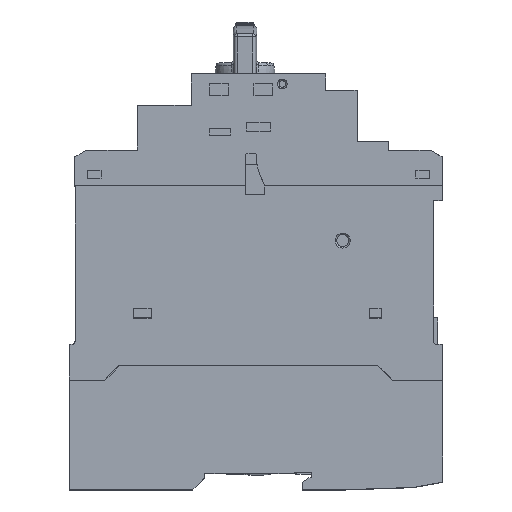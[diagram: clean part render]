
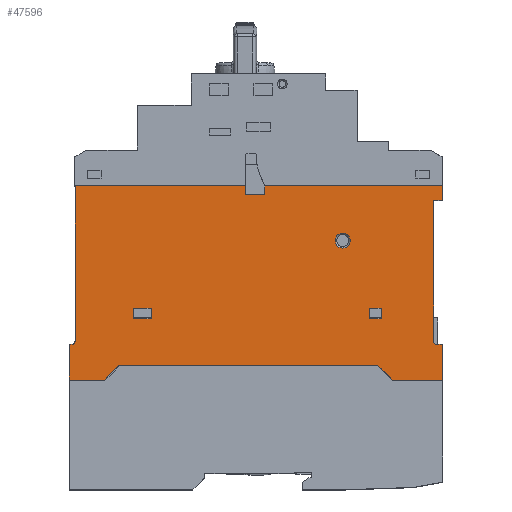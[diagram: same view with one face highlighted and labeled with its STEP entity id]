
A CAD part, top view. The second image highlights one B-rep face of the part: STEP entity #47596.
In plain terms, the highlighted planar face has unit normal (0, 0, -1).
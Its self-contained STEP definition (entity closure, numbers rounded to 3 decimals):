
#35260=CARTESIAN_POINT('',(67.694,15.173,27.));
#35261=DIRECTION('',(0.,0.,1.));
#35262=DIRECTION('',(-1.,0.,0.));
#35263=AXIS2_PLACEMENT_3D('',#35260,#35261,#35262);
#35268=DIRECTION('',(0.,-1.,0.));
#35269=VECTOR('',#35268,47.2);
#35270=CARTESIAN_POINT('',(66.694,62.373,27.));
#35271=LINE('',#35270,#35269);
#35275=DIRECTION('',(1.,0.,0.));
#35276=VECTOR('',#35275,3.);
#35277=CARTESIAN_POINT('',(66.694,62.373,27.));
#35278=LINE('',#35277,#35276);
#35282=DIRECTION('',(0.,1.,0.));
#35283=VECTOR('',#35282,4.8);
#35284=CARTESIAN_POINT('',(69.694,62.373,27.));
#35285=LINE('',#35284,#35283);
#35289=DIRECTION('',(-1.,0.,0.));
#35290=VECTOR('',#35289,59.5);
#35291=CARTESIAN_POINT('',(69.694,67.173,27.));
#35292=LINE('',#35291,#35290);
#35296=DIRECTION('',(0.,-1.,0.));
#35297=VECTOR('',#35296,3.);
#35298=CARTESIAN_POINT('',(10.194,67.173,27.));
#35299=LINE('',#35298,#35297);
#35303=DIRECTION('',(-1.,0.,0.));
#35304=VECTOR('',#35303,6.5);
#35305=CARTESIAN_POINT('',(10.194,64.173,27.));
#35306=LINE('',#35305,#35304);
#35310=DIRECTION('',(0.,1.,0.));
#35311=VECTOR('',#35310,3.);
#35312=CARTESIAN_POINT('',(3.694,64.173,27.));
#35313=LINE('',#35312,#35311);
#35317=DIRECTION('',(-1.,0.,0.));
#35318=VECTOR('',#35317,57.);
#35319=CARTESIAN_POINT('',(3.694,67.173,27.));
#35320=LINE('',#35319,#35318);
#35324=DIRECTION('',(0.,1.,0.));
#35325=VECTOR('',#35324,52.);
#35326=CARTESIAN_POINT('',(-53.306,15.173,27.));
#35327=LINE('',#35326,#35325);
#35331=CARTESIAN_POINT('',(-54.306,15.173,27.));
#35332=DIRECTION('',(0.,0.,1.));
#35333=DIRECTION('',(0.,-1.,0.));
#35334=AXIS2_PLACEMENT_3D('',#35331,#35332,#35333);
#35339=DIRECTION('',(1.,0.,0.));
#35340=VECTOR('',#35339,1.);
#35341=CARTESIAN_POINT('',(-55.306,14.173,27.));
#35342=LINE('',#35341,#35340);
#35346=DIRECTION('',(0.,-1.,0.));
#35347=VECTOR('',#35346,12.);
#35348=CARTESIAN_POINT('',(-55.306,14.173,27.));
#35349=LINE('',#35348,#35347);
#35353=DIRECTION('',(1.,0.,0.));
#35354=VECTOR('',#35353,11.7);
#35355=CARTESIAN_POINT('',(-55.306,2.173,27.));
#35356=LINE('',#35355,#35354);
#35360=DIRECTION('',(-0.707,-0.707,0.));
#35361=VECTOR('',#35360,7.071);
#35362=CARTESIAN_POINT('',(-38.606,7.173,27.));
#35363=LINE('',#35362,#35361);
#35367=DIRECTION('',(1.,0.,0.));
#35368=VECTOR('',#35367,86.6);
#35369=CARTESIAN_POINT('',(-38.606,7.173,27.));
#35370=LINE('',#35369,#35368);
#35374=DIRECTION('',(-0.707,0.707,0.));
#35375=VECTOR('',#35374,7.071);
#35376=CARTESIAN_POINT('',(52.994,2.173,27.));
#35377=LINE('',#35376,#35375);
#35381=DIRECTION('',(1.,0.,0.));
#35382=VECTOR('',#35381,16.7);
#35383=CARTESIAN_POINT('',(52.994,2.173,27.));
#35384=LINE('',#35383,#35382);
#35388=DIRECTION('',(0.,1.,0.));
#35389=VECTOR('',#35388,12.);
#35390=CARTESIAN_POINT('',(69.694,2.173,27.));
#35391=LINE('',#35390,#35389);
#35395=DIRECTION('',(1.,0.,0.));
#35396=VECTOR('',#35395,2.);
#35397=CARTESIAN_POINT('',(67.694,14.173,27.));
#35398=LINE('',#35397,#35396);
#35402=CARTESIAN_POINT('',(36.294,48.873,27.));
#35403=DIRECTION('',(0.,0.,1.));
#35404=DIRECTION('',(1.,0.,0.));
#35405=AXIS2_PLACEMENT_3D('',#35402,#35403,#35404);
#35410=CARTESIAN_POINT('',(36.294,48.873,27.));
#35411=DIRECTION('',(0.,0.,1.));
#35412=DIRECTION('',(-1.,0.,0.));
#35413=AXIS2_PLACEMENT_3D('',#35410,#35411,#35412);
#35418=DIRECTION('',(0.,-1.,0.));
#35419=VECTOR('',#35418,3.5);
#35420=CARTESIAN_POINT('',(49.194,26.173,27.));
#35421=LINE('',#35420,#35419);
#35425=DIRECTION('',(-1.,0.,0.));
#35426=VECTOR('',#35425,4.);
#35427=CARTESIAN_POINT('',(49.194,22.673,27.));
#35428=LINE('',#35427,#35426);
#35432=DIRECTION('',(0.,1.,0.));
#35433=VECTOR('',#35432,3.5);
#35434=CARTESIAN_POINT('',(45.194,22.673,27.));
#35435=LINE('',#35434,#35433);
#35439=DIRECTION('',(1.,0.,0.));
#35440=VECTOR('',#35439,4.);
#35441=CARTESIAN_POINT('',(45.194,26.173,27.));
#35442=LINE('',#35441,#35440);
#41899=DIRECTION('',(1.,0.,0.));
#41900=VECTOR('',#41899,6.);
#41901=CARTESIAN_POINT('',(-33.806,22.673,27.));
#41902=LINE('',#41901,#41900);
#41906=DIRECTION('',(0.,1.,0.));
#41907=VECTOR('',#41906,3.5);
#41908=CARTESIAN_POINT('',(-27.806,22.673,27.));
#41909=LINE('',#41908,#41907);
#41920=DIRECTION('',(-1.,0.,0.));
#41921=VECTOR('',#41920,6.);
#41922=CARTESIAN_POINT('',(-27.806,26.173,27.));
#41923=LINE('',#41922,#41921);
#41941=DIRECTION('',(0.,-1.,0.));
#41942=VECTOR('',#41941,3.5);
#41943=CARTESIAN_POINT('',(-33.806,26.173,27.));
#41944=LINE('',#41943,#41942);
#44160=CARTESIAN_POINT('',(38.794,48.873,27.));
#44162=VERTEX_POINT('',#44160);
#44165=CARTESIAN_POINT('',(33.794,48.873,27.));
#44166=VERTEX_POINT('',#44165);
#45285=CARTESIAN_POINT('',(52.994,2.173,27.));
#45286=CARTESIAN_POINT('',(47.994,7.173,27.));
#45287=VERTEX_POINT('',#45285);
#45288=VERTEX_POINT('',#45286);
#45293=CARTESIAN_POINT('',(-38.606,7.173,27.));
#45294=VERTEX_POINT('',#45293);
#45297=CARTESIAN_POINT('',(-43.606,2.173,27.));
#45298=VERTEX_POINT('',#45297);
#45329=CARTESIAN_POINT('',(-53.306,15.173,27.));
#45330=CARTESIAN_POINT('',(-53.306,67.173,27.));
#45331=VERTEX_POINT('',#45329);
#45332=VERTEX_POINT('',#45330);
#45337=CARTESIAN_POINT('',(3.694,64.173,27.));
#45338=VERTEX_POINT('',#45337);
#45339=CARTESIAN_POINT('',(3.694,67.173,27.));
#45340=VERTEX_POINT('',#45339);
#45341=CARTESIAN_POINT('',(10.194,64.173,27.));
#45342=VERTEX_POINT('',#45341);
#45343=CARTESIAN_POINT('',(10.194,67.173,27.));
#45344=VERTEX_POINT('',#45343);
#45347=CARTESIAN_POINT('',(69.694,67.173,27.));
#45348=VERTEX_POINT('',#45347);
#45351=CARTESIAN_POINT('',(69.694,62.373,27.));
#45352=VERTEX_POINT('',#45351);
#45353=CARTESIAN_POINT('',(69.694,2.173,27.));
#45354=VERTEX_POINT('',#45353);
#45421=CARTESIAN_POINT('',(-55.306,2.173,27.));
#45422=VERTEX_POINT('',#45421);
#45595=CARTESIAN_POINT('',(66.694,62.373,27.));
#45596=CARTESIAN_POINT('',(66.694,15.173,27.));
#45597=VERTEX_POINT('',#45595);
#45598=VERTEX_POINT('',#45596);
#45650=CARTESIAN_POINT('',(-54.306,14.173,27.));
#45651=VERTEX_POINT('',#45650);
#45678=CARTESIAN_POINT('',(45.194,26.173,27.));
#45679=CARTESIAN_POINT('',(49.194,26.173,27.));
#45680=VERTEX_POINT('',#45678);
#45681=VERTEX_POINT('',#45679);
#45687=CARTESIAN_POINT('',(49.194,22.673,27.));
#45689=VERTEX_POINT('',#45687);
#45692=CARTESIAN_POINT('',(45.194,22.673,27.));
#45693=VERTEX_POINT('',#45692);
#45700=CARTESIAN_POINT('',(67.694,14.173,27.));
#45701=VERTEX_POINT('',#45700);
#45724=CARTESIAN_POINT('',(69.694,14.173,27.));
#45725=VERTEX_POINT('',#45724);
#45762=CARTESIAN_POINT('',(-55.306,14.173,27.));
#45763=VERTEX_POINT('',#45762);
#45804=CARTESIAN_POINT('',(-33.806,22.673,27.));
#45805=CARTESIAN_POINT('',(-27.806,22.673,27.));
#45806=VERTEX_POINT('',#45804);
#45807=VERTEX_POINT('',#45805);
#45808=CARTESIAN_POINT('',(-33.806,26.173,27.));
#45809=VERTEX_POINT('',#45808);
#45810=CARTESIAN_POINT('',(-27.806,26.173,27.));
#45811=VERTEX_POINT('',#45810);
#47526=CARTESIAN_POINT('',(7.194,34.673,27.));
#47527=DIRECTION('',(0.,0.,1.));
#47528=DIRECTION('',(-1.,0.,0.));
#47529=AXIS2_PLACEMENT_3D('',#47526,#47527,#47528);
#47530=PLANE('',#47529);
#47532=ORIENTED_EDGE('',*,*,#47531,.F.);
#47533=ORIENTED_EDGE('',*,*,#47499,.F.);
#47534=ORIENTED_EDGE('',*,*,#46758,.T.);
#47536=ORIENTED_EDGE('',*,*,#47535,.T.);
#47538=ORIENTED_EDGE('',*,*,#47537,.T.);
#47540=ORIENTED_EDGE('',*,*,#47539,.T.);
#47542=ORIENTED_EDGE('',*,*,#47541,.T.);
#47544=ORIENTED_EDGE('',*,*,#47543,.T.);
#47546=ORIENTED_EDGE('',*,*,#47545,.T.);
#47548=ORIENTED_EDGE('',*,*,#47547,.F.);
#47550=ORIENTED_EDGE('',*,*,#47549,.F.);
#47552=ORIENTED_EDGE('',*,*,#47551,.F.);
#47554=ORIENTED_EDGE('',*,*,#47553,.T.);
#47556=ORIENTED_EDGE('',*,*,#47555,.T.);
#47558=ORIENTED_EDGE('',*,*,#47557,.F.);
#47560=ORIENTED_EDGE('',*,*,#47559,.T.);
#47562=ORIENTED_EDGE('',*,*,#47561,.F.);
#47564=ORIENTED_EDGE('',*,*,#47563,.T.);
#47566=ORIENTED_EDGE('',*,*,#47565,.T.);
#47567=ORIENTED_EDGE('',*,*,#47012,.F.);
#47568=EDGE_LOOP('',(#47532,#47533,#47534,#47536,#47538,#47540,#47542,#47544,
#47546,#47548,#47550,#47552,#47554,#47556,#47558,#47560,#47562,#47564,#47566,
#47567));
#47569=FACE_OUTER_BOUND('',#47568,.F.);
#47571=ORIENTED_EDGE('',*,*,#47570,.F.);
#47573=ORIENTED_EDGE('',*,*,#47572,.F.);
#47574=EDGE_LOOP('',(#47571,#47573));
#47575=FACE_BOUND('',#47574,.F.);
#47577=ORIENTED_EDGE('',*,*,#47576,.T.);
#47579=ORIENTED_EDGE('',*,*,#47578,.T.);
#47581=ORIENTED_EDGE('',*,*,#47580,.T.);
#47583=ORIENTED_EDGE('',*,*,#47582,.T.);
#47584=EDGE_LOOP('',(#47577,#47579,#47581,#47583));
#47585=FACE_BOUND('',#47584,.F.);
#47587=ORIENTED_EDGE('',*,*,#47586,.F.);
#47589=ORIENTED_EDGE('',*,*,#47588,.F.);
#47591=ORIENTED_EDGE('',*,*,#47590,.F.);
#47593=ORIENTED_EDGE('',*,*,#47592,.F.);
#47594=EDGE_LOOP('',(#47587,#47589,#47591,#47593));
#47595=FACE_BOUND('',#47594,.F.);
#35264=CIRCLE('',#35263,1.);
#35335=CIRCLE('',#35334,1.);
#35406=CIRCLE('',#35405,2.5);
#35414=CIRCLE('',#35413,2.5);
#46758=EDGE_CURVE('',#45597,#45352,#35278,.T.);
#47012=EDGE_CURVE('',#45701,#45725,#35398,.T.);
#47499=EDGE_CURVE('',#45597,#45598,#35271,.T.);
#47531=EDGE_CURVE('',#45598,#45701,#35264,.T.);
#47535=EDGE_CURVE('',#45352,#45348,#35285,.T.);
#47537=EDGE_CURVE('',#45348,#45344,#35292,.T.);
#47539=EDGE_CURVE('',#45344,#45342,#35299,.T.);
#47541=EDGE_CURVE('',#45342,#45338,#35306,.T.);
#47543=EDGE_CURVE('',#45338,#45340,#35313,.T.);
#47545=EDGE_CURVE('',#45340,#45332,#35320,.T.);
#47547=EDGE_CURVE('',#45331,#45332,#35327,.T.);
#47549=EDGE_CURVE('',#45651,#45331,#35335,.T.);
#47551=EDGE_CURVE('',#45763,#45651,#35342,.T.);
#47553=EDGE_CURVE('',#45763,#45422,#35349,.T.);
#47555=EDGE_CURVE('',#45422,#45298,#35356,.T.);
#47557=EDGE_CURVE('',#45294,#45298,#35363,.T.);
#47559=EDGE_CURVE('',#45294,#45288,#35370,.T.);
#47561=EDGE_CURVE('',#45287,#45288,#35377,.T.);
#47563=EDGE_CURVE('',#45287,#45354,#35384,.T.);
#47565=EDGE_CURVE('',#45354,#45725,#35391,.T.);
#47570=EDGE_CURVE('',#44162,#44166,#35406,.T.);
#47572=EDGE_CURVE('',#44166,#44162,#35414,.T.);
#47576=EDGE_CURVE('',#45681,#45689,#35421,.T.);
#47578=EDGE_CURVE('',#45689,#45693,#35428,.T.);
#47580=EDGE_CURVE('',#45693,#45680,#35435,.T.);
#47582=EDGE_CURVE('',#45680,#45681,#35442,.T.);
#47586=EDGE_CURVE('',#45806,#45807,#41902,.T.);
#47588=EDGE_CURVE('',#45809,#45806,#41944,.T.);
#47590=EDGE_CURVE('',#45811,#45809,#41923,.T.);
#47592=EDGE_CURVE('',#45807,#45811,#41909,.T.);
#47596=ADVANCED_FACE('',(#47569,#47575,#47585,#47595),#47530,.F.);
